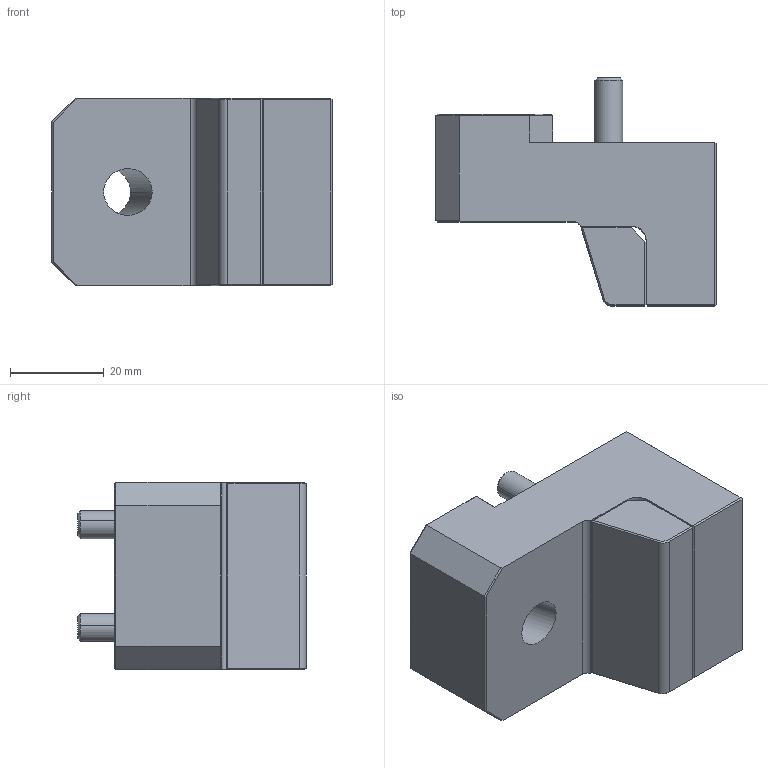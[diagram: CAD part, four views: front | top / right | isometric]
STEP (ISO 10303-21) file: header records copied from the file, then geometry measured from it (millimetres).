
FILE_DESCRIPTION (( 'STEP AP214' ), '1' );
FILE_NAME ('CG604035.STEP', '2018-03-09T11:04:04', ( '' ), ( '' ), 'SwSTEP 2.0', 'SolidWorks 2017', '' );
FILE_SCHEMA (( 'AUTOMOTIVE_DESIGN' ));
Length unit declared in the file: millimetre
Products named in the file (8): 1DIN912625_DIN 912 M6 x 25 --- 25C; 3IMAN5X2; CG604035; DIN912 M5X16_DIN 912 M5 x 16 --- 16C; 9CG604035; 9CG604035-1; DIN913 M10X1X15_DIN 913 - M10 x 16-C; SC141740
Assembly tree (9 placements, depth 3):
  CG604035
    9CG604035
      9CG604035-1
      SC141740
      DIN912 M5X16_DIN 912 M5 x 16 --- 16C
      DIN913 M10X1X15_DIN 913 - M10 x 16-C  x2
    3IMAN5X2
    1DIN912625_DIN 912 M6 x 25 --- 25C  x2
Bounding box: 60 x 48.8 x 40 mm (x, y, z)
Volume: 63112.5 mm3; surface area: 19288.8 mm2
Topology: 8 solids, 8 shells, 561 faces, 1444 edges, 928 vertices
Faces by surface type: plane 329, bspline 149, cylinder 47, cone 24, torus 12
Entity records: 26940 total; most frequent: CARTESIAN_POINT 10932, ORIENTED_EDGE 2696, DIRECTION 1932, EDGE_CURVE 1348, LINE 926, VECTOR 926, VERTEX_POINT 875, EDGE_LOOP 565
